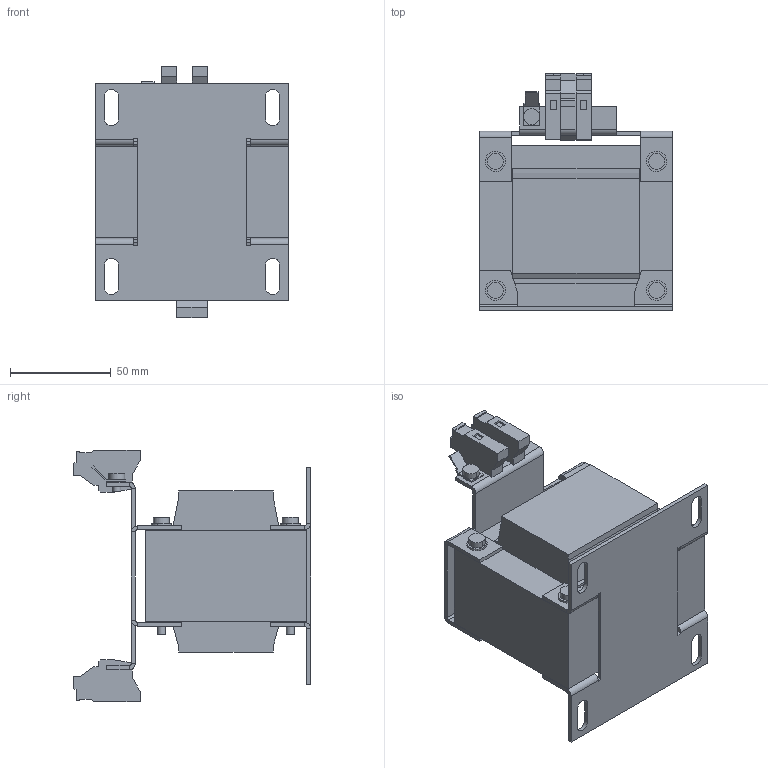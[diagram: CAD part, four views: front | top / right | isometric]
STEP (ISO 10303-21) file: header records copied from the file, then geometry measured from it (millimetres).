
FILE_DESCRIPTION (( 'STEP AP214' ), '1' );
FILE_NAME ('208892.STEP', '2020-07-21T07:50:53', ( '' ), ( '' ), 'SwSTEP 2.0', 'SolidWorks 2018', '' );
FILE_SCHEMA (( 'AUTOMOTIVE_DESIGN' ));
Length unit declared in the file: millimetre
Products named in the file (1): 208892
Bounding box: 96 x 117.7 x 125 mm (x, y, z)
Volume: 510486 mm3; surface area: 81184.7 mm2
Topology: 1 solids, 1 shells, 368 faces, 954 edges, 606 vertices
Faces by surface type: plane 283, cylinder 85
Entity records: 11150 total; most frequent: CARTESIAN_POINT 1929, ORIENTED_EDGE 1908, DIRECTION 1870, EDGE_CURVE 954, VECTOR 776, LINE 776, VERTEX_POINT 606, AXIS2_PLACEMENT_3D 547
